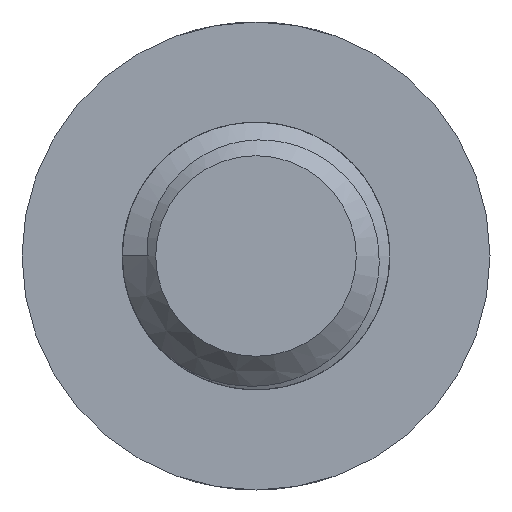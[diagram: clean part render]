
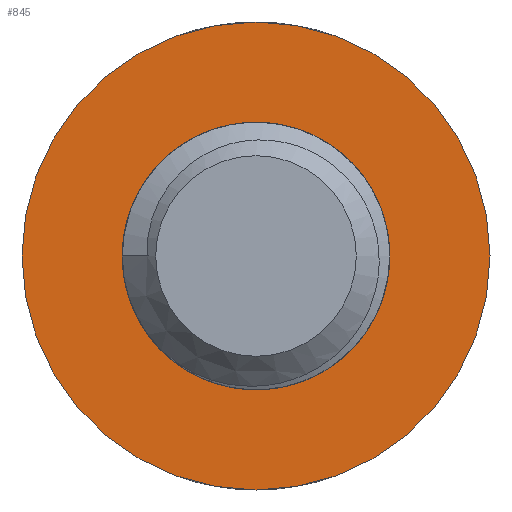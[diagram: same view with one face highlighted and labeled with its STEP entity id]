
A CAD part, left-side view. The second image highlights one B-rep face of the part: STEP entity #845.
In plain terms, the highlighted planar face has unit normal (-1, 0, 0).
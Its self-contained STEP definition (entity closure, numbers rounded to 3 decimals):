
#23=PLANE('',#925);
#35=FACE_BOUND('',#171,.T.);
#69=CIRCLE('',#893,3.);
#70=CIRCLE('',#896,3.);
#73=CIRCLE('',#911,5.25);
#82=CIRCLE('',#926,3.);
#116=FACE_OUTER_BOUND('',#170,.T.);
#170=EDGE_LOOP('',(#659));
#171=EDGE_LOOP('',(#660,#661,#662));
#354=VERTEX_POINT('',#1611);
#355=VERTEX_POINT('',#1613);
#362=VERTEX_POINT('',#1677);
#386=VERTEX_POINT('',#2475);
#445=EDGE_CURVE('',#354,#355,#69,.T.);
#453=EDGE_CURVE('',#355,#362,#70,.T.);
#489=EDGE_CURVE('',#386,#386,#73,.T.);
#503=EDGE_CURVE('',#362,#354,#82,.T.);
#659=ORIENTED_EDGE('',*,*,#489,.F.);
#660=ORIENTED_EDGE('',*,*,#453,.F.);
#661=ORIENTED_EDGE('',*,*,#445,.F.);
#662=ORIENTED_EDGE('',*,*,#503,.F.);
#845=ADVANCED_FACE('',(#116,#35),#23,.F.);
#893=AXIS2_PLACEMENT_3D('',#1614,#991,#992);
#896=AXIS2_PLACEMENT_3D('',#1678,#1000,#1001);
#911=AXIS2_PLACEMENT_3D('',#2477,#1041,#1042);
#925=AXIS2_PLACEMENT_3D('',#2578,#1071,#1072);
#926=AXIS2_PLACEMENT_3D('',#2579,#1073,#1074);
#991=DIRECTION('center_axis',(-1.,0.,0.));
#992=DIRECTION('ref_axis',(0.,0.,-1.));
#1000=DIRECTION('center_axis',(-1.,0.,0.));
#1001=DIRECTION('ref_axis',(0.,0.,
-1.));
#1041=DIRECTION('center_axis',(1.,0.,0.));
#1042=DIRECTION('ref_axis',(0.,0.,-1.));
#1071=DIRECTION('center_axis',(1.,0.,0.));
#1072=DIRECTION('ref_axis',(0.,0.,-1.));
#1073=DIRECTION('center_axis',(-1.,0.,0.));
#1074=DIRECTION('ref_axis',(0.,0.,-1.));
#1611=CARTESIAN_POINT('',(-0.99,-3.,-2.31));
#1613=CARTESIAN_POINT('',(-0.99,0.,0.69));
#1614=CARTESIAN_POINT('Origin',(-0.99,0.,-2.31));
#1677=CARTESIAN_POINT('',(-0.99,2.121,-0.189));
#1678=CARTESIAN_POINT('Origin',(-0.99,0.,-2.31));
#2475=CARTESIAN_POINT('',(-0.99,0.,2.94));
#2477=CARTESIAN_POINT('Origin',(-0.99,0.,-2.31));
#2578=CARTESIAN_POINT('Origin',(-0.99,-5.25,-2.31));
#2579=CARTESIAN_POINT('Origin',(-0.99,0.,-2.31));
